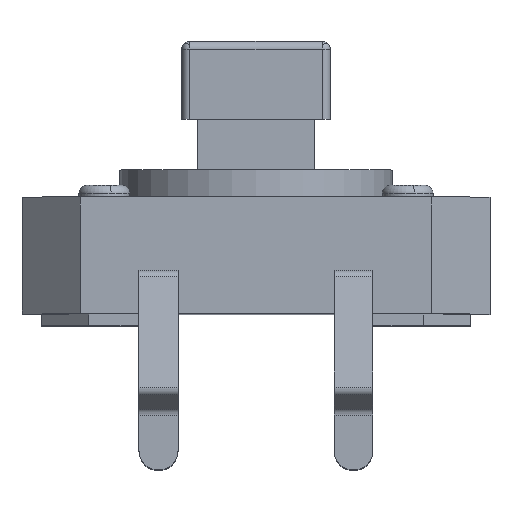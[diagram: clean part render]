
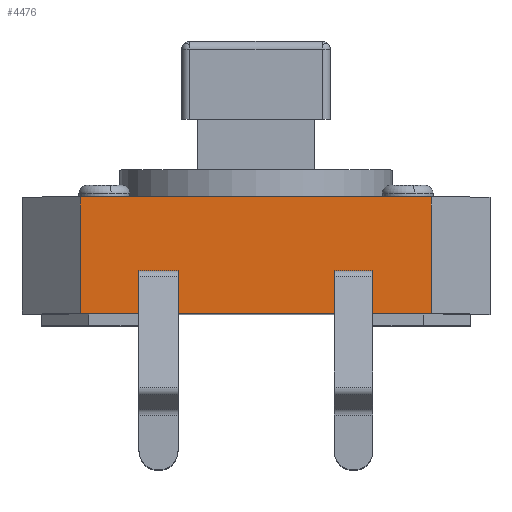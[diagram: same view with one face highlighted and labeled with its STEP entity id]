
A CAD part, top view. The second image highlights one B-rep face of the part: STEP entity #4476.
In plain terms, the highlighted planar face has unit normal (0, 0, 1).
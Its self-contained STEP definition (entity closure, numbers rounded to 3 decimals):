
#31 = CARTESIAN_POINT ( 'NONE',  ( 2., 0.857, 6. ) ) ;
#132 = CARTESIAN_POINT ( 'NONE',  ( -3., 1.104, 6. ) ) ;
#134 = VECTOR ( 'NONE', #2914, 1000. ) ;
#136 = ORIENTED_EDGE ( 'NONE', *, *, #6677, .T. ) ;
#238 = ORIENTED_EDGE ( 'NONE', *, *, #3848, .F. ) ;
#262 = DIRECTION ( 'NONE',  ( 0., -1., 0. ) ) ;
#430 = EDGE_CURVE ( 'NONE', #3297, #4836, #5085, .T. ) ;
#479 = LINE ( 'NONE', #7346, #6446 ) ;
#692 = VERTEX_POINT ( 'NONE', #895 ) ;
#741 = CARTESIAN_POINT ( 'NONE',  ( -2., 0.857, 6. ) ) ;
#824 = FACE_OUTER_BOUND ( 'NONE', #5590, .T. ) ;
#889 = VECTOR ( 'NONE', #7398, 1000. ) ;
#895 = CARTESIAN_POINT ( 'NONE',  ( -4.5, 0., 6. ) ) ;
#900 = CARTESIAN_POINT ( 'NONE',  ( -3., 0.857, 6. ) ) ;
#966 = ORIENTED_EDGE ( 'NONE', *, *, #4783, .F. ) ;
#1077 = CARTESIAN_POINT ( 'NONE',  ( -3., 1.104, 6. ) ) ;
#1112 = ORIENTED_EDGE ( 'NONE', *, *, #2731, .T. ) ;
#1164 = DIRECTION ( 'NONE',  ( 0., 1., 0. ) ) ;
#1212 = VECTOR ( 'NONE', #1164, 1000. ) ;
#1214 = CARTESIAN_POINT ( 'NONE',  ( 2., 1.104, 6. ) ) ;
#1218 = LINE ( 'NONE', #5138, #5626 ) ;
#1352 = EDGE_CURVE ( 'NONE', #692, #4836, #479, .T. ) ;
#1475 = CARTESIAN_POINT ( 'NONE',  ( -4.5, 3., 6. ) ) ;
#1484 = EDGE_LOOP ( 'NONE', ( #5667, #966, #7065, #136 ) ) ;
#1537 = EDGE_CURVE ( 'NONE', #6034, #5644, #3367, .T. ) ;
#1570 = VECTOR ( 'NONE', #7326, 1000. ) ;
#1618 = VERTEX_POINT ( 'NONE', #4169 ) ;
#1711 = LINE ( 'NONE', #31, #2244 ) ;
#1785 = EDGE_CURVE ( 'NONE', #1618, #5399, #6457, .T. ) ;
#1954 = DIRECTION ( 'NONE',  ( 1., 0., 0. ) ) ;
#2129 = CARTESIAN_POINT ( 'NONE',  ( 4.5, 0., 6. ) ) ;
#2226 = CARTESIAN_POINT ( 'NONE',  ( 3., 0.857, 6. ) ) ;
#2244 = VECTOR ( 'NONE', #5102, 1000. ) ;
#2264 = DIRECTION ( 'NONE',  ( 1., 0., 0. ) ) ;
#2568 = VERTEX_POINT ( 'NONE', #900 ) ;
#2649 = VECTOR ( 'NONE', #262, 1000. ) ;
#2687 = LINE ( 'NONE', #6234, #889 ) ;
#2722 = DIRECTION ( 'NONE',  ( 1., 0., 0. ) ) ;
#2731 = EDGE_CURVE ( 'NONE', #3914, #692, #2687, .T. ) ;
#2837 = ORIENTED_EDGE ( 'NONE', *, *, #1537, .T. ) ;
#2914 = DIRECTION ( 'NONE',  ( 1., 0., 0. ) ) ;
#3020 = EDGE_CURVE ( 'NONE', #2568, #5627, #1218, .T. ) ;
#3025 = LINE ( 'NONE', #6819, #5741 ) ;
#3120 = CARTESIAN_POINT ( 'NONE',  ( 4.5, 3., 6. ) ) ;
#3287 = VECTOR ( 'NONE', #3683, 1000. ) ;
#3297 = VERTEX_POINT ( 'NONE', #3120 ) ;
#3314 = CARTESIAN_POINT ( 'NONE',  ( 3., 1.104, 6. ) ) ;
#3367 = LINE ( 'NONE', #132, #134 ) ;
#3416 = VECTOR ( 'NONE', #5376, 1000. ) ;
#3576 = VERTEX_POINT ( 'NONE', #1214 ) ;
#3683 = DIRECTION ( 'NONE',  ( 0., 1., 0. ) ) ;
#3848 = EDGE_CURVE ( 'NONE', #5627, #5644, #7433, .T. ) ;
#3914 = VERTEX_POINT ( 'NONE', #5505 ) ;
#4169 = CARTESIAN_POINT ( 'NONE',  ( 3., 0.857, 6. ) ) ;
#4279 = CARTESIAN_POINT ( 'NONE',  ( -6., 0., 6. ) ) ;
#4344 = CARTESIAN_POINT ( 'NONE',  ( 2., 0.857, 6. ) ) ;
#4476 = ADVANCED_FACE ( 'NONE', ( #824, #5251, #6054 ), #5395, .T. ) ;
#4783 = EDGE_CURVE ( 'NONE', #5399, #3576, #4814, .T. ) ;
#4796 = CARTESIAN_POINT ( 'NONE',  ( -2., 0.857, 6. ) ) ;
#4809 = CARTESIAN_POINT ( 'NONE',  ( 4.5, 3., 6. ) ) ;
#4814 = LINE ( 'NONE', #3314, #1570 ) ;
#4836 = VERTEX_POINT ( 'NONE', #2129 ) ;
#5085 = LINE ( 'NONE', #4809, #2649 ) ;
#5102 = DIRECTION ( 'NONE',  ( 0., 1., 0. ) ) ;
#5138 = CARTESIAN_POINT ( 'NONE',  ( -3., 0.857, 6. ) ) ;
#5143 = EDGE_LOOP ( 'NONE', ( #7386, #2837, #238, #6772 ) ) ;
#5251 = FACE_BOUND ( 'NONE', #5143, .T. ) ;
#5376 = DIRECTION ( 'NONE',  ( 0., 1., 0. ) ) ;
#5395 = PLANE ( 'NONE',  #5814 ) ;
#5399 = VERTEX_POINT ( 'NONE', #5573 ) ;
#5505 = CARTESIAN_POINT ( 'NONE',  ( -4.5, 3., 6. ) ) ;
#5508 = LINE ( 'NONE', #1475, #7351 ) ;
#5573 = CARTESIAN_POINT ( 'NONE',  ( 3., 1.104, 6. ) ) ;
#5590 = EDGE_LOOP ( 'NONE', ( #5992, #1112, #6862, #6101 ) ) ;
#5626 = VECTOR ( 'NONE', #2264, 1000. ) ;
#5627 = VERTEX_POINT ( 'NONE', #741 ) ;
#5644 = VERTEX_POINT ( 'NONE', #6589 ) ;
#5667 = ORIENTED_EDGE ( 'NONE', *, *, #6086, .T. ) ;
#5741 = VECTOR ( 'NONE', #7360, 1000. ) ;
#5814 = AXIS2_PLACEMENT_3D ( 'NONE', #4279, #6571, #1954 ) ;
#5855 = EDGE_CURVE ( 'NONE', #3914, #3297, #5508, .T. ) ;
#5992 = ORIENTED_EDGE ( 'NONE', *, *, #5855, .F. ) ;
#6034 = VERTEX_POINT ( 'NONE', #1077 ) ;
#6054 = FACE_BOUND ( 'NONE', #1484, .T. ) ;
#6085 = LINE ( 'NONE', #6666, #3287 ) ;
#6086 = EDGE_CURVE ( 'NONE', #6648, #3576, #1711, .T. ) ;
#6101 = ORIENTED_EDGE ( 'NONE', *, *, #430, .F. ) ;
#6234 = CARTESIAN_POINT ( 'NONE',  ( -4.5, 3., 6. ) ) ;
#6446 = VECTOR ( 'NONE', #2722, 1000. ) ;
#6457 = LINE ( 'NONE', #2226, #1212 ) ;
#6571 = DIRECTION ( 'NONE',  ( 0., 0., 1. ) ) ;
#6589 = CARTESIAN_POINT ( 'NONE',  ( -2., 1.104, 6. ) ) ;
#6648 = VERTEX_POINT ( 'NONE', #4344 ) ;
#6666 = CARTESIAN_POINT ( 'NONE',  ( -3., 0.857, 6. ) ) ;
#6669 = DIRECTION ( 'NONE',  ( 1., 0., 0. ) ) ;
#6677 = EDGE_CURVE ( 'NONE', #1618, #6648, #3025, .T. ) ;
#6772 = ORIENTED_EDGE ( 'NONE', *, *, #3020, .F. ) ;
#6819 = CARTESIAN_POINT ( 'NONE',  ( 3., 0.857, 6. ) ) ;
#6862 = ORIENTED_EDGE ( 'NONE', *, *, #1352, .T. ) ;
#7029 = EDGE_CURVE ( 'NONE', #2568, #6034, #6085, .T. ) ;
#7065 = ORIENTED_EDGE ( 'NONE', *, *, #1785, .F. ) ;
#7326 = DIRECTION ( 'NONE',  ( -1., 0., 0. ) ) ;
#7346 = CARTESIAN_POINT ( 'NONE',  ( -4.5, 0., 6. ) ) ;
#7351 = VECTOR ( 'NONE', #6669, 1000. ) ;
#7360 = DIRECTION ( 'NONE',  ( -1., 0., 0. ) ) ;
#7386 = ORIENTED_EDGE ( 'NONE', *, *, #7029, .T. ) ;
#7398 = DIRECTION ( 'NONE',  ( 0., -1., 0. ) ) ;
#7433 = LINE ( 'NONE', #4796, #3416 ) ;
